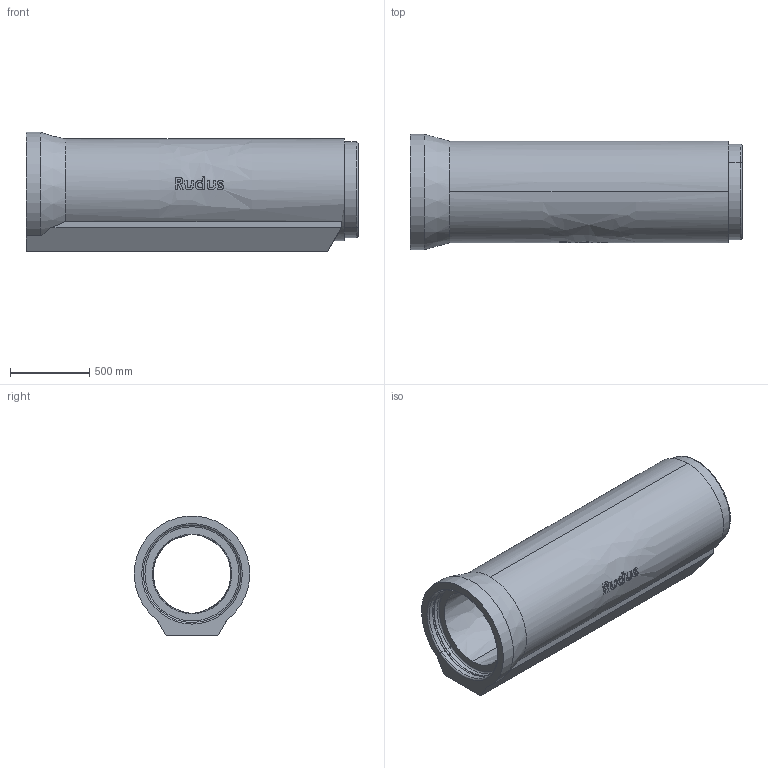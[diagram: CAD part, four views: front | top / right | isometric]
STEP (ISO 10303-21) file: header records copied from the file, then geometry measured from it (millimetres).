
FILE_DESCRIPTION (( 'STEP AP203' ), '1' );
FILE_NAME ('Rudus 12052031 EK-jalkaputki 500x2000.step', '2020-03-05T20:14:40', ( '' ), ( '' ), 'SwSTEP 2.0', 'SolidWorks 2019', '' );
FILE_SCHEMA (( 'CONFIG_CONTROL_DESIGN' ));
Length unit declared in the file: millimetre
Products named in the file (2): Rudus 12052031 EK-jalkaputki 500x2000; EK-osa-putkirunko_Jalkaputki
Assembly tree (1 placements, depth 2):
  Rudus 12052031 EK-jalkaputki 500x2000
    EK-osa-putkirunko_Jalkaputki
Bounding box: 2090 x 726.63 x 752.66 mm (x, y, z)
Volume: 338225204.6 mm3; surface area: 8732419.7 mm2
Topology: 1 solids, 1 shells, 119 faces, 392 edges, 286 vertices
Faces by surface type: bspline 80, plane 17, cylinder 13, torus 6, cone 3
Entity records: 23451 total; most frequent: CARTESIAN_POINT 20398, ORIENTED_EDGE 784, EDGE_CURVE 392, DIRECTION 328, VERTEX_POINT 286, B_SPLINE_CURVE_WITH_KNOTS 250, AXIS2_PLACEMENT_3D 145, EDGE_LOOP 132
